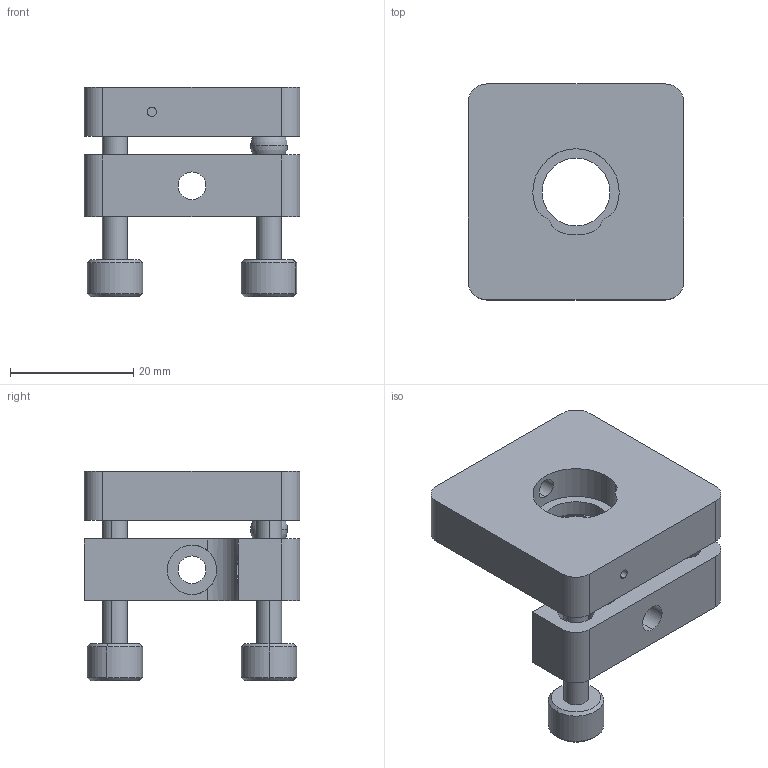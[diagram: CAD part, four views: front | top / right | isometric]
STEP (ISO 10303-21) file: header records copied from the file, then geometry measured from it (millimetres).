
FILE_DESCRIPTION (( 'STEP AP203' ), '1' );
FILE_NAME ('54UPM-0.5(M).STEP', '2019-02-12T08:55:17', ( '' ), ( '' ), 'SwSTEP 2.0', 'SolidWorks 2016', '' );
FILE_SCHEMA (( 'CONFIG_CONTROL_DESIGN' ));
Length unit declared in the file: millimetre
Products named in the file (1): 54UPM-0.5(M)
Bounding box: 35 x 35 x 34.02 mm (x, y, z)
Volume: 14219 mm3; surface area: 9064.4 mm2
Topology: 7 solids, 7 shells, 149 faces, 366 edges, 236 vertices
Faces by surface type: cylinder 73, plane 45, cone 22, sphere 9
Entity records: 4724 total; most frequent: CARTESIAN_POINT 978, DIRECTION 829, ORIENTED_EDGE 718, EDGE_CURVE 359, AXIS2_PLACEMENT_3D 333, VERTEX_POINT 232, CIRCLE 183, EDGE_LOOP 181
